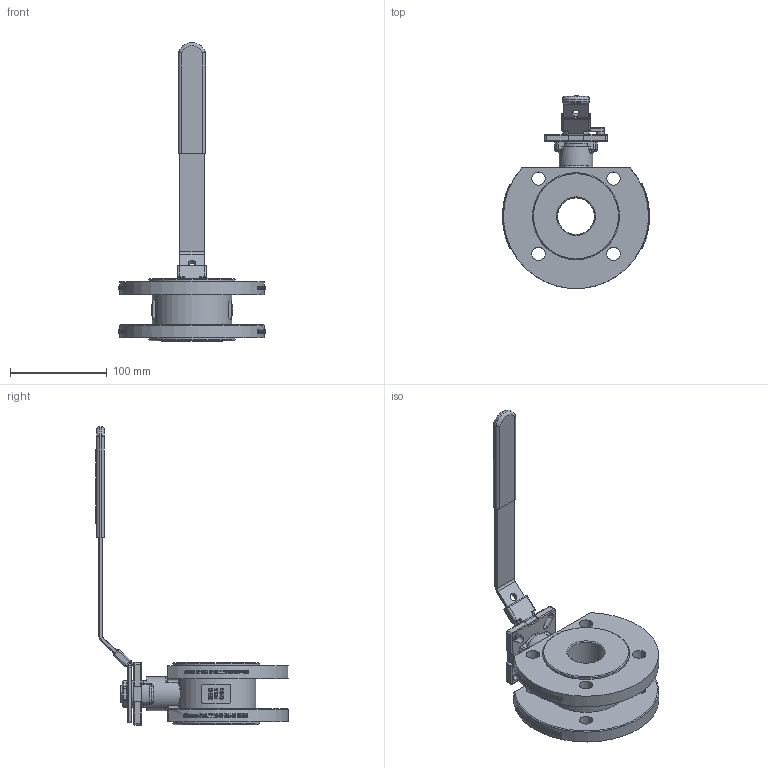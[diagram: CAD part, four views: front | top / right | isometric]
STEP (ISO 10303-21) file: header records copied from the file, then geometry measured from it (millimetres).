
FILE_DESCRIPTION(/* description */ ('771040'),/* implementation_level */ '2;1');
FILE_NAME(/* name */ '771040_new.stp',/* time_stamp */ '2021-10-05T15:08:12+02:00',/* author */ ('jmorand'),/* organization */ ('Sferaco'),/* preprocessor_version */ 'ST-DEVELOPER v18.1',/* originating_system */ 'Autodesk Inventor 2021',/* authorisation */ '');
FILE_SCHEMA (('AUTOMOTIVE_DESIGN { 1 0 10303 214 3 1 1 }'));
Products named in the file (1): 771040_ens_new_Shrinkwrap_1
Bounding box: 152 x 199.23 x 309 mm (x, y, z)
Volume: 654307.6 mm3; surface area: 142233.1 mm2
Topology: 12 solids, 12 shells, 2714 faces, 7239 edges, 4783 vertices
Faces by surface type: plane 1213, bspline 1152, cylinder 310, torus 18, sphere 14, cone 7
Full cylindrical faces by diameter (mm): 4.917 x1, 6 x1, 8 x2, 13.835 x8, 15.294 x2, 18 x1, 18.5 x3, 27.5 x3, 32 x1, 35 x1, 38 x1, 90 x2
Entity records: 110104 total; most frequent: CARTESIAN_POINT 46269, ORIENTED_EDGE 14478, DIRECTION 9262, EDGE_CURVE 7239, VERTEX_POINT 4783, LINE 3932, VECTOR 3932, EDGE_LOOP 2996
